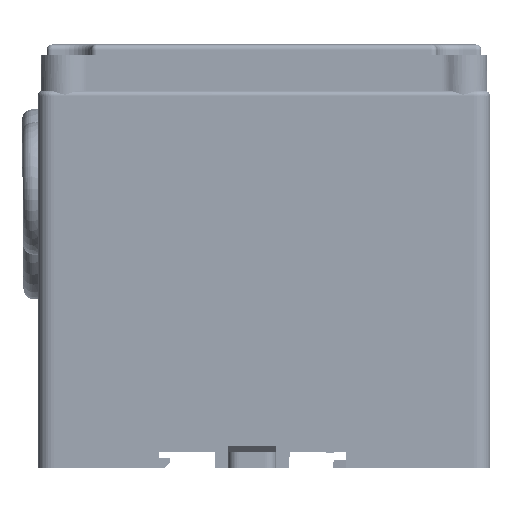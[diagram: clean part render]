
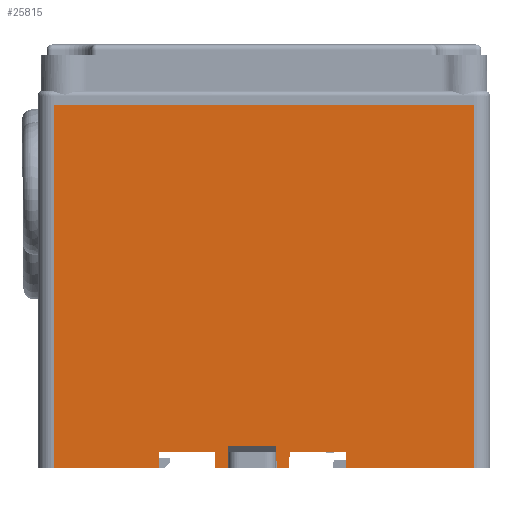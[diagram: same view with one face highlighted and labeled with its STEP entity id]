
A CAD part, left-side view. The second image highlights one B-rep face of the part: STEP entity #25815.
In plain terms, the highlighted planar face has unit normal (-1, 0, 0).
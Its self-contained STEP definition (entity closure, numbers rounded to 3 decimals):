
#21915=FACE_OUTER_BOUND('',#34577,.T.);
#25815=ADVANCED_FACE('',(#21915),#29764,.T.);
#29764=PLANE('',#101154);
#34577=EDGE_LOOP('',(#42433,#42434,#42435,#42436,#42437,#42438,#42439,#42440,
#42441,#42442,#42443,#42444,#42445,#42446,#42447,#42448));
#42433=ORIENTED_EDGE('',*,*,#71315,.T.);
#42434=ORIENTED_EDGE('',*,*,#71316,.T.);
#42435=ORIENTED_EDGE('',*,*,#71317,.T.);
#42436=ORIENTED_EDGE('',*,*,#71318,.F.);
#42437=ORIENTED_EDGE('',*,*,#71319,.T.);
#42438=ORIENTED_EDGE('',*,*,#71320,.F.);
#42439=ORIENTED_EDGE('',*,*,#71321,.F.);
#42440=ORIENTED_EDGE('',*,*,#71322,.T.);
#42441=ORIENTED_EDGE('',*,*,#71323,.T.);
#42442=ORIENTED_EDGE('',*,*,#71324,.T.);
#42443=ORIENTED_EDGE('',*,*,#71325,.T.);
#42444=ORIENTED_EDGE('',*,*,#71326,.F.);
#42445=ORIENTED_EDGE('',*,*,#71327,.F.);
#42446=ORIENTED_EDGE('',*,*,#71328,.F.);
#42447=ORIENTED_EDGE('',*,*,#71329,.T.);
#42448=ORIENTED_EDGE('',*,*,#71330,.F.);
#63463=VERTEX_POINT('',#153375);
#63464=VERTEX_POINT('',#153376);
#63465=VERTEX_POINT('',#153378);
#63466=VERTEX_POINT('',#153380);
#63467=VERTEX_POINT('',#153382);
#63468=VERTEX_POINT('',#153384);
#63469=VERTEX_POINT('',#153386);
#63470=VERTEX_POINT('',#153388);
#63471=VERTEX_POINT('',#153390);
#63472=VERTEX_POINT('',#153392);
#63473=VERTEX_POINT('',#153394);
#63474=VERTEX_POINT('',#153396);
#63475=VERTEX_POINT('',#153398);
#63476=VERTEX_POINT('',#153400);
#63477=VERTEX_POINT('',#153402);
#63478=VERTEX_POINT('',#153404);
#71315=EDGE_CURVE('',#63463,#63464,#82150,.T.);
#71316=EDGE_CURVE('',#63464,#63465,#82151,.T.);
#71317=EDGE_CURVE('',#63465,#63466,#82152,.T.);
#71318=EDGE_CURVE('',#63467,#63466,#82153,.T.);
#71319=EDGE_CURVE('',#63467,#63468,#82154,.T.);
#71320=EDGE_CURVE('',#63469,#63468,#82155,.T.);
#71321=EDGE_CURVE('',#63470,#63469,#82156,.T.);
#71322=EDGE_CURVE('',#63470,#63471,#82157,.T.);
#71323=EDGE_CURVE('',#63471,#63472,#82158,.T.);
#71324=EDGE_CURVE('',#63472,#63473,#82159,.T.);
#71325=EDGE_CURVE('',#63473,#63474,#82160,.T.);
#71326=EDGE_CURVE('',#63475,#63474,#82161,.T.);
#71327=EDGE_CURVE('',#63476,#63475,#82162,.T.);
#71328=EDGE_CURVE('',#63477,#63476,#82163,.T.);
#71329=EDGE_CURVE('',#63477,#63478,#82164,.T.);
#71330=EDGE_CURVE('',#63463,#63478,#82165,.T.);
#82150=LINE('',#153374,#91739);
#82151=LINE('',#153377,#91740);
#82152=LINE('',#153379,#91741);
#82153=LINE('',#153381,#91742);
#82154=LINE('',#153383,#91743);
#82155=LINE('',#153385,#91744);
#82156=LINE('',#153387,#91745);
#82157=LINE('',#153389,#91746);
#82158=LINE('',#153391,#91747);
#82159=LINE('',#153393,#91748);
#82160=LINE('',#153395,#91749);
#82161=LINE('',#153397,#91750);
#82162=LINE('',#153399,#91751);
#82163=LINE('',#153401,#91752);
#82164=LINE('',#153403,#91753);
#82165=LINE('',#153405,#91754);
#91739=VECTOR('',#108051,1.);
#91740=VECTOR('',#108052,1.);
#91741=VECTOR('',#108053,1.);
#91742=VECTOR('',#108054,1.);
#91743=VECTOR('',#108055,1.);
#91744=VECTOR('',#108056,1.);
#91745=VECTOR('',#108057,1.);
#91746=VECTOR('',#108058,1.);
#91747=VECTOR('',#108059,1.);
#91748=VECTOR('',#108060,1.);
#91749=VECTOR('',#108061,1.);
#91750=VECTOR('',#108062,1.);
#91751=VECTOR('',#108063,1.);
#91752=VECTOR('',#108064,1.);
#91753=VECTOR('',#108065,1.);
#91754=VECTOR('',#108066,1.);
#101154=AXIS2_PLACEMENT_3D('',#153406,#108067,#108068);
#108051=DIRECTION('',(0.,0.,1.));
#108052=DIRECTION('',(0.,1.,0.));
#108053=DIRECTION('',(0.,0.,-1.));
#108054=DIRECTION('',(0.,1.,0.));
#108055=DIRECTION('',(0.,-0.017,1.));
#108056=DIRECTION('',(0.,1.,0.));
#108057=DIRECTION('',(0.,0.035,0.999));
#108058=DIRECTION('',(0.,-1.,0.));
#108059=DIRECTION('',(0.,-0.035,0.999));
#108060=DIRECTION('',(0.,-1.,0.));
#108061=DIRECTION('',(0.,-0.035,-0.999));
#108062=DIRECTION('',(0.,1.,0.));
#108063=DIRECTION('',(0.,0.035,-0.999));
#108064=DIRECTION('',(0.,1.,0.));
#108065=DIRECTION('',(0.,-0.017,-1.));
#108066=DIRECTION('',(0.,1.,0.));
#108067=DIRECTION('',(-1.,0.,0.));
#108068=DIRECTION('',(0.,0.,-1.));
#153374=CARTESIAN_POINT('',(-75.502,-36.155,-2.5));
#153375=CARTESIAN_POINT('',(-75.502,-36.155,-71.));
#153376=CARTESIAN_POINT('',(-75.502,-36.155,-2.5));
#153377=CARTESIAN_POINT('',(-75.502,4.086,-2.5));
#153378=CARTESIAN_POINT('',(-75.502,43.345,-2.5));
#153379=CARTESIAN_POINT('',(-75.502,43.345,-2.5));
#153380=CARTESIAN_POINT('',(-75.502,43.345,-71.));
#153381=CARTESIAN_POINT('',(-75.502,4.086,-71.));
#153382=CARTESIAN_POINT('',(-75.502,23.468,-71.));
#153383=CARTESIAN_POINT('',(-75.502,23.416,-68.));
#153384=CARTESIAN_POINT('',(-75.502,23.416,-68.));
#153385=CARTESIAN_POINT('',(-75.502,-0.427,-68.));
#153386=CARTESIAN_POINT('',(-75.502,12.93,-68.));
#153387=CARTESIAN_POINT('',(-75.502,12.825,-71.));
#153388=CARTESIAN_POINT('',(-75.502,12.825,-71.));
#153389=CARTESIAN_POINT('',(-75.502,5.825,-71.));
#153390=CARTESIAN_POINT('',(-75.502,10.48,-71.));
#153391=CARTESIAN_POINT('',(-75.502,10.375,-68.));
#153392=CARTESIAN_POINT('',(-75.502,10.34,-67.));
#153393=CARTESIAN_POINT('',(-75.502,4.086,-67.));
#153394=CARTESIAN_POINT('',(-75.502,1.31,-67.));
#153395=CARTESIAN_POINT('',(-75.502,1.275,-68.));
#153396=CARTESIAN_POINT('',(-75.502,1.17,-71.));
#153397=CARTESIAN_POINT('',(-75.502,4.086,-71.));
#153398=CARTESIAN_POINT('',(-75.502,-1.175,-71.));
#153399=CARTESIAN_POINT('',(-75.502,-1.175,-71.));
#153400=CARTESIAN_POINT('',(-75.502,-1.28,-68.));
#153401=CARTESIAN_POINT('',(-75.502,-0.427,-68.));
#153402=CARTESIAN_POINT('',(-75.502,-11.916,-68.));
#153403=CARTESIAN_POINT('',(-75.502,-10.768,-2.241));
#153404=CARTESIAN_POINT('',(-75.502,-11.968,-71.));
#153405=CARTESIAN_POINT('',(-75.502,38.887,-71.));
#153406=CARTESIAN_POINT('',(-75.502,4.086,-2.5));
